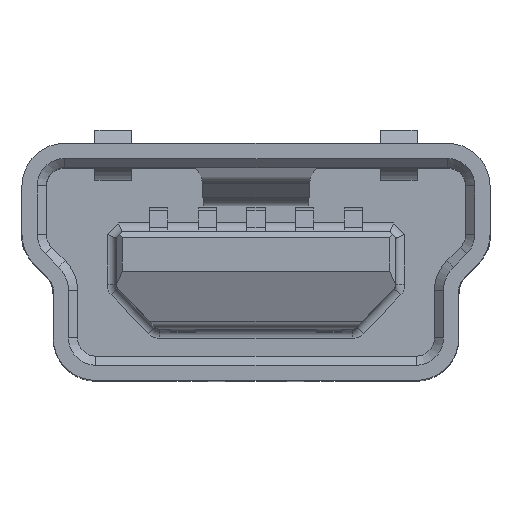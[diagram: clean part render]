
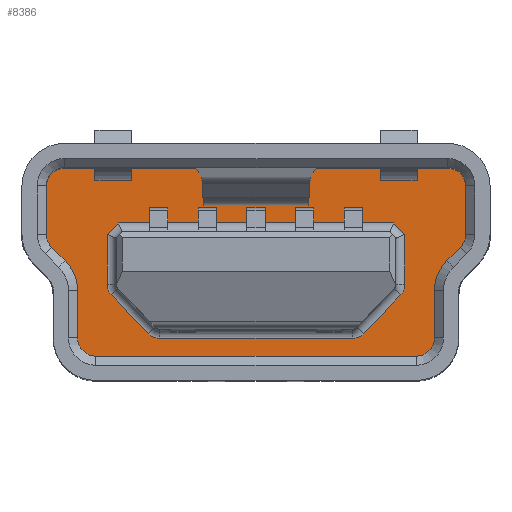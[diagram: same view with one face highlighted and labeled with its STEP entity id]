
A CAD part, top view. The second image highlights one B-rep face of the part: STEP entity #8386.
In plain terms, the highlighted planar face has unit normal (0, 0, 1).
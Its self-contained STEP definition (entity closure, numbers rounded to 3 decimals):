
#2614=CARTESIAN_POINT('',(-2.635,-1.25,-5.5));
#2615=DIRECTION('',(0.,0.,1.));
#2616=DIRECTION('',(-1.,0.,0.));
#2617=AXIS2_PLACEMENT_3D('',#2614,#2615,#2616);
#2619=DIRECTION('',(0.,-1.,0.));
#2620=VECTOR('',#2619,0.774);
#2621=CARTESIAN_POINT('',(-2.935,-0.476,-5.5));
#2622=LINE('',#2621,#2620);
#2623=CARTESIAN_POINT('',(-3.635,-0.476,-5.5));
#2624=DIRECTION('',(0.,0.,-1.));
#2625=DIRECTION('',(0.707,0.707,0.));
#2626=AXIS2_PLACEMENT_3D('',#2623,#2624,#2625);
#2628=DIRECTION('',(0.707,-0.707,0.));
#2629=VECTOR('',#2628,0.314);
#2630=CARTESIAN_POINT('',(-3.362,0.241,-5.5));
#2631=LINE('',#2630,#2629);
#2632=CARTESIAN_POINT('',(-3.15,0.453,-5.5));
#2633=DIRECTION('',(0.,0.,1.));
#2634=DIRECTION('',(-1.,0.,0.));
#2635=AXIS2_PLACEMENT_3D('',#2632,#2633,#2634);
#2637=DIRECTION('',(0.,-1.,0.));
#2638=VECTOR('',#2637,0.797);
#2639=CARTESIAN_POINT('',(-3.45,1.25,-5.5));
#2640=LINE('',#2639,#2638);
#2641=CARTESIAN_POINT('',(-3.15,1.25,-5.5));
#2642=DIRECTION('',(0.,0.,1.));
#2643=DIRECTION('',(0.,1.,0.));
#2644=AXIS2_PLACEMENT_3D('',#2641,#2642,#2643);
#2646=DIRECTION('',(-1.,0.,0.));
#2647=VECTOR('',#2646,6.3);
#2648=CARTESIAN_POINT('',(3.15,1.55,-5.5));
#2649=LINE('',#2648,#2647);
#2650=CARTESIAN_POINT('',(3.15,1.25,-5.5));
#2651=DIRECTION('',(0.,0.,1.));
#2652=DIRECTION('',(1.,0.,0.));
#2653=AXIS2_PLACEMENT_3D('',#2650,#2651,#2652);
#2655=DIRECTION('',(0.,1.,0.));
#2656=VECTOR('',#2655,0.797);
#2657=CARTESIAN_POINT('',(3.45,0.453,-5.5));
#2658=LINE('',#2657,#2656);
#2659=CARTESIAN_POINT('',(3.15,0.453,-5.5));
#2660=DIRECTION('',(0.,0.,1.));
#2661=DIRECTION('',(0.707,-0.707,0.));
#2662=AXIS2_PLACEMENT_3D('',#2659,#2660,#2661);
#2664=DIRECTION('',(0.707,0.707,0.));
#2665=VECTOR('',#2664,0.314);
#2666=CARTESIAN_POINT('',(3.14,0.019,-5.5));
#2667=LINE('',#2666,#2665);
#2668=CARTESIAN_POINT('',(3.635,-0.476,-5.5));
#2669=DIRECTION('',(0.,0.,-1.));
#2670=DIRECTION('',(-1.,0.,0.));
#2671=AXIS2_PLACEMENT_3D('',#2668,#2669,#2670);
#2673=DIRECTION('',(0.,1.,0.));
#2674=VECTOR('',#2673,0.774);
#2675=CARTESIAN_POINT('',(2.935,-1.25,-5.5));
#2676=LINE('',#2675,#2674);
#2677=CARTESIAN_POINT('',(2.635,-1.25,-5.5));
#2678=DIRECTION('',(0.,0.,1.));
#2679=DIRECTION('',(0.,-1.,0.));
#2680=AXIS2_PLACEMENT_3D('',#2677,#2678,#2679);
#2682=DIRECTION('',(1.,0.,0.));
#2683=VECTOR('',#2682,5.27);
#2684=CARTESIAN_POINT('',(-2.635,-1.55,-5.5));
#2685=LINE('',#2684,#2683);
#2686=DIRECTION('',(-1.,0.,0.));
#2687=VECTOR('',#2686,4.524);
#2688=CARTESIAN_POINT('',(2.262,0.65,-5.5));
#2689=LINE('',#2688,#2687);
#2690=DIRECTION('',(-0.707,-0.707,0.));
#2691=VECTOR('',#2690,0.266);
#2692=CARTESIAN_POINT('',(-2.262,0.65,-5.5));
#2693=LINE('',#2692,#2691);
#2694=DIRECTION('',(0.,-1.,0.));
#2695=VECTOR('',#2694,0.822);
#2696=CARTESIAN_POINT('',(-2.45,0.462,-5.5));
#2697=LINE('',#2696,#2695);
#2698=CARTESIAN_POINT('',(-2.2,-0.36,-5.5));
#2699=DIRECTION('',(0.,0.,1.));
#2700=DIRECTION('',(-1.,0.,0.));
#2701=AXIS2_PLACEMENT_3D('',#2698,#2699,#2700);
#2703=DIRECTION('',(0.691,-0.722,0.));
#2704=VECTOR('',#2703,0.886);
#2705=CARTESIAN_POINT('',(-2.381,-0.533,-5.5));
#2706=LINE('',#2705,#2704);
#2707=CARTESIAN_POINT('',(-1.588,-1.,-5.5));
#2708=DIRECTION('',(0.,0.,1.));
#2709=DIRECTION('',(-0.722,-0.691,0.));
#2710=AXIS2_PLACEMENT_3D('',#2707,#2708,#2709);
#2712=DIRECTION('',(1.,0.,0.));
#2713=VECTOR('',#2712,3.175);
#2714=CARTESIAN_POINT('',(-1.588,-1.25,-5.5));
#2715=LINE('',#2714,#2713);
#2716=CARTESIAN_POINT('',(1.588,-1.,-5.5));
#2717=DIRECTION('',(0.,0.,1.));
#2718=DIRECTION('',(0.,-1.,0.));
#2719=AXIS2_PLACEMENT_3D('',#2716,#2717,#2718);
#2721=DIRECTION('',(0.691,0.722,0.));
#2722=VECTOR('',#2721,0.886);
#2723=CARTESIAN_POINT('',(1.768,-1.173,-5.5));
#2724=LINE('',#2723,#2722);
#2725=CARTESIAN_POINT('',(2.2,-0.36,-5.5));
#2726=DIRECTION('',(0.,0.,1.));
#2727=DIRECTION('',(0.722,-0.691,0.));
#2728=AXIS2_PLACEMENT_3D('',#2725,#2726,#2727);
#2730=DIRECTION('',(0.,1.,0.));
#2731=VECTOR('',#2730,0.822);
#2732=CARTESIAN_POINT('',(2.45,-0.36,-5.5));
#2733=LINE('',#2732,#2731);
#2734=DIRECTION('',(-0.707,0.707,0.));
#2735=VECTOR('',#2734,0.266);
#2736=CARTESIAN_POINT('',(2.45,0.462,-5.5));
#2737=LINE('',#2736,#2735);
#4053=CARTESIAN_POINT('',(-2.935,-1.25,-5.5));
#4054=CARTESIAN_POINT('',(-2.635,-1.55,-5.5));
#4055=VERTEX_POINT('',#4053);
#4056=VERTEX_POINT('',#4054);
#4057=CARTESIAN_POINT('',(2.635,-1.55,-5.5));
#4058=VERTEX_POINT('',#4057);
#4059=CARTESIAN_POINT('',(2.935,-1.25,-5.5));
#4060=VERTEX_POINT('',#4059);
#4061=CARTESIAN_POINT('',(2.935,-0.476,-5.5));
#4062=VERTEX_POINT('',#4061);
#4063=CARTESIAN_POINT('',(3.14,0.019,-5.5));
#4064=VERTEX_POINT('',#4063);
#4065=CARTESIAN_POINT('',(3.362,0.241,-5.5));
#4066=VERTEX_POINT('',#4065);
#4067=CARTESIAN_POINT('',(3.45,0.453,-5.5));
#4068=VERTEX_POINT('',#4067);
#4069=CARTESIAN_POINT('',(3.45,1.25,-5.5));
#4070=VERTEX_POINT('',#4069);
#4071=CARTESIAN_POINT('',(3.15,1.55,-5.5));
#4072=VERTEX_POINT('',#4071);
#4073=CARTESIAN_POINT('',(-3.15,1.55,-5.5));
#4074=VERTEX_POINT('',#4073);
#4075=CARTESIAN_POINT('',(-3.45,1.25,-5.5));
#4076=VERTEX_POINT('',#4075);
#4077=CARTESIAN_POINT('',(-3.45,0.453,-5.5));
#4078=VERTEX_POINT('',#4077);
#4079=CARTESIAN_POINT('',(-3.362,0.241,-5.5));
#4080=VERTEX_POINT('',#4079);
#4081=CARTESIAN_POINT('',(-3.14,0.019,-5.5));
#4082=VERTEX_POINT('',#4081);
#4083=CARTESIAN_POINT('',(-2.935,-0.476,-5.5));
#4084=VERTEX_POINT('',#4083);
#4379=CARTESIAN_POINT('',(2.262,0.65,-5.5));
#4380=CARTESIAN_POINT('',(-2.262,0.65,-5.5));
#4381=VERTEX_POINT('',#4379);
#4382=VERTEX_POINT('',#4380);
#4387=CARTESIAN_POINT('',(-2.45,0.462,-5.5));
#4388=VERTEX_POINT('',#4387);
#4393=CARTESIAN_POINT('',(-2.45,-0.36,-5.5));
#4394=VERTEX_POINT('',#4393);
#4395=CARTESIAN_POINT('',(-2.381,-0.533,-5.5));
#4396=VERTEX_POINT('',#4395);
#4399=CARTESIAN_POINT('',(-1.768,-1.173,-5.5));
#4400=VERTEX_POINT('',#4399);
#4403=CARTESIAN_POINT('',(-1.588,-1.25,-5.5));
#4404=VERTEX_POINT('',#4403);
#4407=CARTESIAN_POINT('',(1.588,-1.25,-5.5));
#4408=VERTEX_POINT('',#4407);
#4409=CARTESIAN_POINT('',(1.768,-1.173,-5.5));
#4410=VERTEX_POINT('',#4409);
#4415=CARTESIAN_POINT('',(2.381,-0.533,-5.5));
#4416=VERTEX_POINT('',#4415);
#4419=CARTESIAN_POINT('',(2.45,-0.36,-5.5));
#4420=VERTEX_POINT('',#4419);
#4423=CARTESIAN_POINT('',(2.45,0.462,-5.5));
#4424=VERTEX_POINT('',#4423);
#8323=CARTESIAN_POINT('',(0.,0.,-5.5));
#8324=DIRECTION('',(0.,0.,1.));
#8325=DIRECTION('',(1.,0.,0.));
#8326=AXIS2_PLACEMENT_3D('',#8323,#8324,#8325);
#8327=PLANE('',#8326);
#8329=ORIENTED_EDGE('',*,*,#8328,.F.);
#8331=ORIENTED_EDGE('',*,*,#8330,.F.);
#8333=ORIENTED_EDGE('',*,*,#8332,.F.);
#8335=ORIENTED_EDGE('',*,*,#8334,.F.);
#8337=ORIENTED_EDGE('',*,*,#8336,.F.);
#8339=ORIENTED_EDGE('',*,*,#8338,.F.);
#8340=ORIENTED_EDGE('',*,*,#8316,.F.);
#8341=ORIENTED_EDGE('',*,*,#7202,.F.);
#8343=ORIENTED_EDGE('',*,*,#8342,.F.);
#8345=ORIENTED_EDGE('',*,*,#8344,.F.);
#8347=ORIENTED_EDGE('',*,*,#8346,.F.);
#8349=ORIENTED_EDGE('',*,*,#8348,.F.);
#8351=ORIENTED_EDGE('',*,*,#8350,.F.);
#8353=ORIENTED_EDGE('',*,*,#8352,.F.);
#8355=ORIENTED_EDGE('',*,*,#8354,.F.);
#8357=ORIENTED_EDGE('',*,*,#8356,.F.);
#8358=EDGE_LOOP('',(#8329,#8331,#8333,#8335,#8337,#8339,#8340,#8341,#8343,#8345,
#8347,#8349,#8351,#8353,#8355,#8357));
#8359=FACE_OUTER_BOUND('',#8358,.F.);
#8361=ORIENTED_EDGE('',*,*,#8360,.T.);
#8363=ORIENTED_EDGE('',*,*,#8362,.T.);
#8365=ORIENTED_EDGE('',*,*,#8364,.T.);
#8367=ORIENTED_EDGE('',*,*,#8366,.T.);
#8369=ORIENTED_EDGE('',*,*,#8368,.T.);
#8371=ORIENTED_EDGE('',*,*,#8370,.T.);
#8373=ORIENTED_EDGE('',*,*,#8372,.T.);
#8375=ORIENTED_EDGE('',*,*,#8374,.T.);
#8377=ORIENTED_EDGE('',*,*,#8376,.T.);
#8379=ORIENTED_EDGE('',*,*,#8378,.T.);
#8381=ORIENTED_EDGE('',*,*,#8380,.T.);
#8383=ORIENTED_EDGE('',*,*,#8382,.T.);
#8384=EDGE_LOOP('',(#8361,#8363,#8365,#8367,#8369,#8371,#8373,#8375,#8377,#8379,
#8381,#8383));
#8385=FACE_BOUND('',#8384,.F.);
#8386=ADVANCED_FACE('',(#8359,#8385),#8327,.T.);
#2618=CIRCLE('',#2617,0.3);
#2627=CIRCLE('',#2626,0.7);
#2636=CIRCLE('',#2635,0.3);
#2645=CIRCLE('',#2644,0.3);
#2654=CIRCLE('',#2653,0.3);
#2663=CIRCLE('',#2662,0.3);
#2672=CIRCLE('',#2671,0.7);
#2681=CIRCLE('',#2680,0.3);
#2702=CIRCLE('',#2701,0.25);
#2711=CIRCLE('',#2710,0.25);
#2720=CIRCLE('',#2719,0.25);
#2729=CIRCLE('',#2728,0.25);
#7202=EDGE_CURVE('',#4072,#4074,#2649,.T.);
#8316=EDGE_CURVE('',#4074,#4076,#2645,.T.);
#8328=EDGE_CURVE('',#4055,#4056,#2618,.T.);
#8330=EDGE_CURVE('',#4084,#4055,#2622,.T.);
#8332=EDGE_CURVE('',#4082,#4084,#2627,.T.);
#8334=EDGE_CURVE('',#4080,#4082,#2631,.T.);
#8336=EDGE_CURVE('',#4078,#4080,#2636,.T.);
#8338=EDGE_CURVE('',#4076,#4078,#2640,.T.);
#8342=EDGE_CURVE('',#4070,#4072,#2654,.T.);
#8344=EDGE_CURVE('',#4068,#4070,#2658,.T.);
#8346=EDGE_CURVE('',#4066,#4068,#2663,.T.);
#8348=EDGE_CURVE('',#4064,#4066,#2667,.T.);
#8350=EDGE_CURVE('',#4062,#4064,#2672,.T.);
#8352=EDGE_CURVE('',#4060,#4062,#2676,.T.);
#8354=EDGE_CURVE('',#4058,#4060,#2681,.T.);
#8356=EDGE_CURVE('',#4056,#4058,#2685,.T.);
#8360=EDGE_CURVE('',#4381,#4382,#2689,.T.);
#8362=EDGE_CURVE('',#4382,#4388,#2693,.T.);
#8364=EDGE_CURVE('',#4388,#4394,#2697,.T.);
#8366=EDGE_CURVE('',#4394,#4396,#2702,.T.);
#8368=EDGE_CURVE('',#4396,#4400,#2706,.T.);
#8370=EDGE_CURVE('',#4400,#4404,#2711,.T.);
#8372=EDGE_CURVE('',#4404,#4408,#2715,.T.);
#8374=EDGE_CURVE('',#4408,#4410,#2720,.T.);
#8376=EDGE_CURVE('',#4410,#4416,#2724,.T.);
#8378=EDGE_CURVE('',#4416,#4420,#2729,.T.);
#8380=EDGE_CURVE('',#4420,#4424,#2733,.T.);
#8382=EDGE_CURVE('',#4424,#4381,#2737,.T.);
